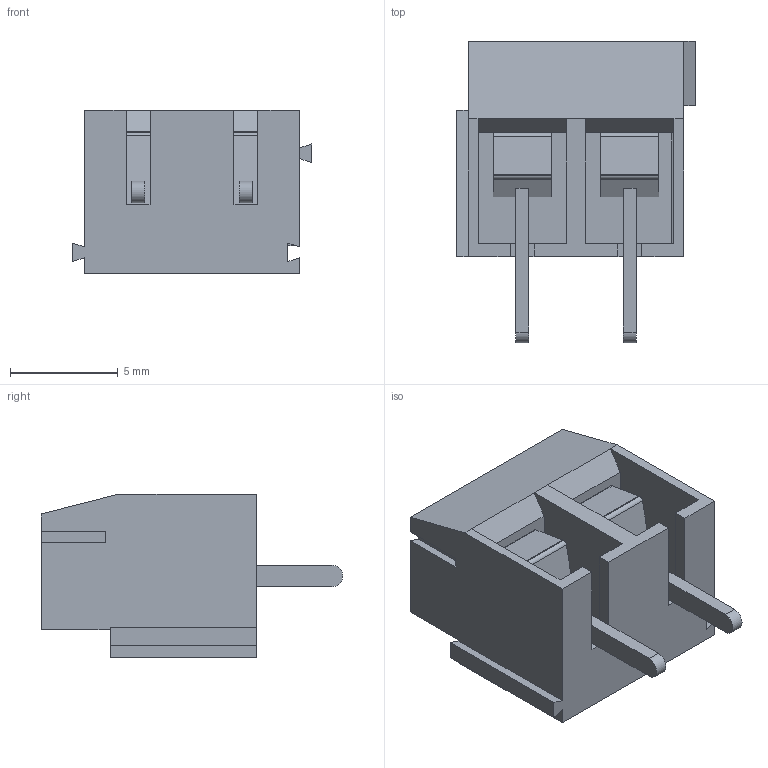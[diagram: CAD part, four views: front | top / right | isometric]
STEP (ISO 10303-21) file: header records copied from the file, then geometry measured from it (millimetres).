
FILE_DESCRIPTION(('STEP AP214'),'1');
FILE_NAME(' ',' ',('TraceParts'),('TraceParts S.A.'),'XStep 1.0',' ',' ');
FILE_SCHEMA(('automotive_design'));
Length unit declared in the file: millimetre
Products named in the file (1): 1
Bounding box: 11.1 x 14 x 7.6 mm (x, y, z)
Volume: 416.4 mm3; surface area: 957.9 mm2
Topology: 1 solids, 1 shells, 119 faces, 315 edges, 208 vertices
Faces by surface type: plane 101, cylinder 18
Entity records: 7224 total; most frequent: CARTESIAN_POINT 643, STYLED_ITEM 642, PRESENTATION_STYLE_ASSIGNMENT 642, COLOUR_RGB 642, ORIENTED_EDGE 630, DIRECTION 591, EDGE_CURVE 315, CURVE_STYLE 315
